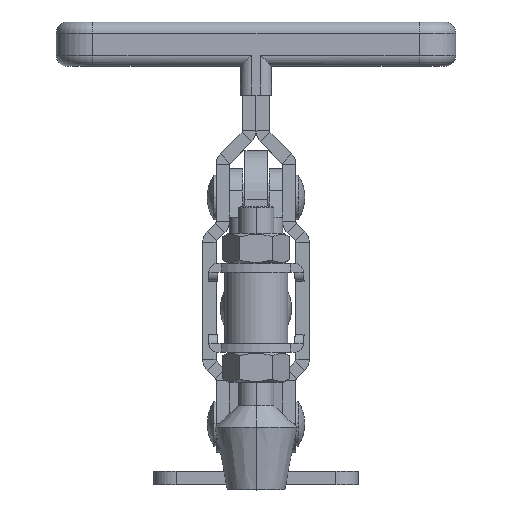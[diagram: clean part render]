
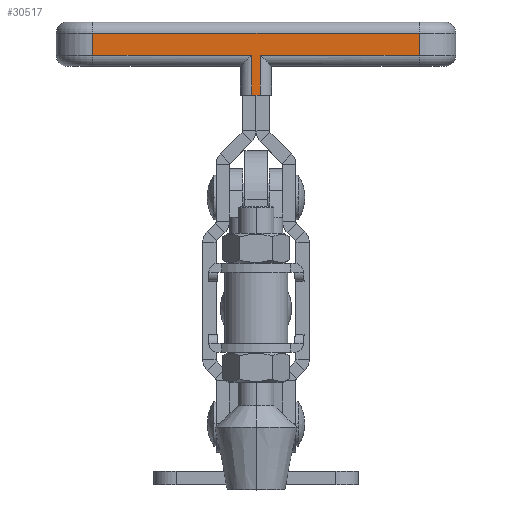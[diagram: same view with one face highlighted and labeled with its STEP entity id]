
A CAD part, top view. The second image highlights one B-rep face of the part: STEP entity #30517.
In plain terms, the highlighted face is planar.
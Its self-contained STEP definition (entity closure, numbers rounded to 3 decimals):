
#1608 = CARTESIAN_POINT ( 'NONE',  ( 1., -8.25, 0. ) ) ;
#1612 = CARTESIAN_POINT ( 'NONE',  ( 36.75, -8.25, 9. ) ) ;
#1617 = CARTESIAN_POINT ( 'NONE',  ( -36.75, -8.25, 14. ) ) ;
#1623 = CARTESIAN_POINT ( 'NONE',  ( -36.75, -8.25, 9. ) ) ;
#2682 = FACE_OUTER_BOUND ( 'NONE', #7790, .T. ) ;
#4401 = EDGE_CURVE ( 'NONE', #29947, #29953, #6256, .T. ) ;
#4405 = EDGE_CURVE ( 'NONE', #16184, #29941, #6262, .T. ) ;
#4406 = EDGE_CURVE ( 'NONE', #16184, #29947, #6263, .T. ) ;
#4407 = EDGE_CURVE ( 'NONE', #29953, #16180, #6265, .T. ) ;
#4408 = EDGE_CURVE ( 'NONE', #16180, #16144, #6267, .T. ) ;
#4409 = EDGE_CURVE ( 'NONE', #16144, #29944, #6269, .T. ) ;
#4410 = EDGE_CURVE ( 'NONE', #29944, #16164, #6271, .T. ) ;
#4411 = EDGE_CURVE ( 'NONE', #16164, #29941, #6273, .T. ) ;
#5274 = AXIS2_PLACEMENT_3D ( 'NONE', #19820, #19828, #19829 ) ;
#6256 = LINE ( 'NONE', #13722, #6258 ) ;
#6258 = VECTOR ( 'NONE', #13715, 1000. ) ;
#6262 = LINE ( 'NONE', #13706, #6264 ) ;
#6263 = LINE ( 'NONE', #13695, #6266 ) ;
#6264 = VECTOR ( 'NONE', #13705, 1000. ) ;
#6265 = LINE ( 'NONE', #13692, #6268 ) ;
#6266 = VECTOR ( 'NONE', #13694, 1000. ) ;
#6267 = LINE ( 'NONE', #13690, #6270 ) ;
#6268 = VECTOR ( 'NONE', #13691, 1000. ) ;
#6269 = LINE ( 'NONE', #13688, #6272 ) ;
#6270 = VECTOR ( 'NONE', #13689, 1000. ) ;
#6271 = LINE ( 'NONE', #13686, #6274 ) ;
#6272 = VECTOR ( 'NONE', #13687, 1000. ) ;
#6273 = LINE ( 'NONE', #13684, #6276 ) ;
#6274 = VECTOR ( 'NONE', #13685, 1000. ) ;
#6276 = VECTOR ( 'NONE', #13683, 1000. ) ;
#7790 = EDGE_LOOP ( 'NONE', ( #13148, #12564, #12880, #12967, #12856, #13152, #12999, #13236 ) ) ;
#10865 = CARTESIAN_POINT ( 'NONE',  ( 36.75, -8.25, 14. ) ) ;
#10870 = CARTESIAN_POINT ( 'NONE',  ( -1., -8.25, 9. ) ) ;
#10886 = CARTESIAN_POINT ( 'NONE',  ( 1., -8.25, 9. ) ) ;
#10906 = CARTESIAN_POINT ( 'NONE',  ( -1., -8.25, 0. ) ) ;
#12564 = ORIENTED_EDGE ( 'NONE', *, *, #4406, .T. ) ;
#12856 = ORIENTED_EDGE ( 'NONE', *, *, #4408, .T. ) ;
#12880 = ORIENTED_EDGE ( 'NONE', *, *, #4401, .T. ) ;
#12967 = ORIENTED_EDGE ( 'NONE', *, *, #4407, .T. ) ;
#12999 = ORIENTED_EDGE ( 'NONE', *, *, #4410, .T. ) ;
#13148 = ORIENTED_EDGE ( 'NONE', *, *, #4405, .F. ) ;
#13152 = ORIENTED_EDGE ( 'NONE', *, *, #4409, .T. ) ;
#13236 = ORIENTED_EDGE ( 'NONE', *, *, #4411, .T. ) ;
#13683 = DIRECTION ( 'NONE',  ( 1., 0., 0. ) ) ;
#13684 = CARTESIAN_POINT ( 'NONE',  ( -36.75, -8.25, 9. ) ) ;
#13685 = DIRECTION ( 'NONE',  ( 0., 0., 1. ) ) ;
#13686 = CARTESIAN_POINT ( 'NONE',  ( 1., -8.25, 16.5 ) ) ;
#13687 = DIRECTION ( 'NONE',  ( 1., 0., 0. ) ) ;
#13688 = CARTESIAN_POINT ( 'NONE',  ( -36.75, -8.25, 0. ) ) ;
#13689 = DIRECTION ( 'NONE',  ( 0., 0., -1. ) ) ;
#13690 = CARTESIAN_POINT ( 'NONE',  ( -1., -8.25, 16.5 ) ) ;
#13691 = DIRECTION ( 'NONE',  ( 1., 0., 0. ) ) ;
#13692 = CARTESIAN_POINT ( 'NONE',  ( -36.75, -8.25, 9. ) ) ;
#13694 = DIRECTION ( 'NONE',  ( -1., 0., 0. ) ) ;
#13695 = CARTESIAN_POINT ( 'NONE',  ( -36.75, -8.25, 14. ) ) ;
#13705 = DIRECTION ( 'NONE',  ( 0., 0., -1. ) ) ;
#13706 = CARTESIAN_POINT ( 'NONE',  ( 36.75, -8.25, 16.5 ) ) ;
#13715 = DIRECTION ( 'NONE',  ( 0., 0., -1. ) ) ;
#13722 = CARTESIAN_POINT ( 'NONE',  ( -36.75, -8.25, 16.5 ) ) ;
#16144 = VERTEX_POINT ( 'NONE', #10906 ) ;
#16164 = VERTEX_POINT ( 'NONE', #10886 ) ;
#16180 = VERTEX_POINT ( 'NONE', #10870 ) ;
#16184 = VERTEX_POINT ( 'NONE', #10865 ) ;
#19820 = CARTESIAN_POINT ( 'NONE',  ( -36.75, -8.25, 16.5 ) ) ;
#19825 = PLANE ( 'NONE',  #5274 ) ;
#19828 = DIRECTION ( 'NONE',  ( 0., 1., 0. ) ) ;
#19829 = DIRECTION ( 'NONE',  ( 0., 0., 1. ) ) ;
#29941 = VERTEX_POINT ( 'NONE', #1612 ) ;
#29944 = VERTEX_POINT ( 'NONE', #1608 ) ;
#29947 = VERTEX_POINT ( 'NONE', #1617 ) ;
#29953 = VERTEX_POINT ( 'NONE', #1623 ) ;
#30517 = ADVANCED_FACE ( 'NONE', ( #2682 ), #19825, .F. ) ;
